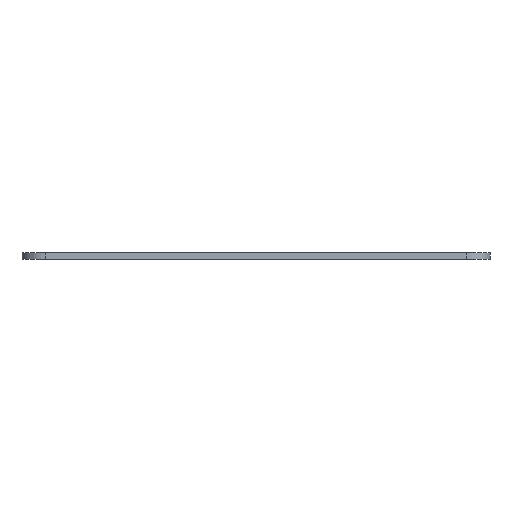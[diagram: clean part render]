
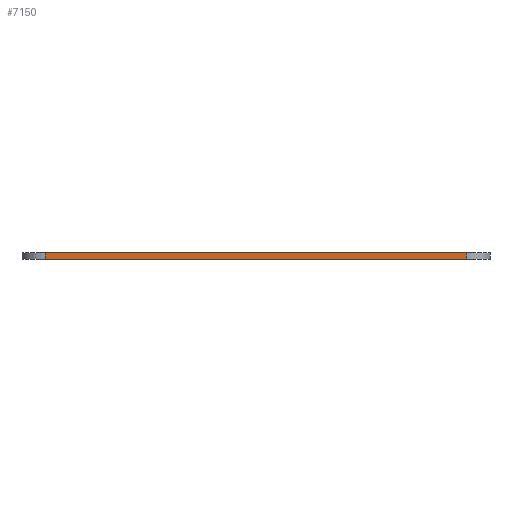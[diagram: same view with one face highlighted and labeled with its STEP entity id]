
A CAD part, front view. The second image highlights one B-rep face of the part: STEP entity #7150.
In plain terms, the highlighted planar face has unit normal (0, -1, 0).
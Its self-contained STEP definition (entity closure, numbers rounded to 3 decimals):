
#1027=FACE_OUTER_BOUND('',#1450,.T.);
#1450=EDGE_LOOP('',(#6471,#6472,#6473,#6474));
#2009=LINE('',#13735,#2646);
#2048=LINE('',#13833,#2685);
#2089=LINE('',#13925,#2726);
#2090=LINE('',#13927,#2727);
#2646=VECTOR('',#8157,10.);
#2685=VECTOR('',#8228,10.);
#2726=VECTOR('',#8287,10.);
#2727=VECTOR('',#8290,10.);
#3387=VERTEX_POINT('',#13732);
#3388=VERTEX_POINT('',#13734);
#3430=VERTEX_POINT('',#13830);
#3431=VERTEX_POINT('',#13832);
#4398=EDGE_CURVE('',#3387,#3388,#2009,.T.);
#4444=EDGE_CURVE('',#3431,#3430,#2048,.T.);
#4491=EDGE_CURVE('',#3431,#3387,#2089,.T.);
#4492=EDGE_CURVE('',#3388,#3430,#2090,.T.);
#6471=ORIENTED_EDGE('',*,*,#4491,.F.);
#6472=ORIENTED_EDGE('',*,*,#4444,.T.);
#6473=ORIENTED_EDGE('',*,*,#4492,.F.);
#6474=ORIENTED_EDGE('',*,*,#4398,.F.);
#6778=PLANE('',#7354);
#7150=ADVANCED_FACE('',(#1027),#6778,.T.);
#7354=AXIS2_PLACEMENT_3D('',#13926,#8288,#8289);
#8157=DIRECTION('',(1.,0.,0.));
#8228=DIRECTION('',(1.,0.,0.));
#8287=DIRECTION('',(0.,0.,1.));
#8288=DIRECTION('center_axis',(0.,-1.,0.));
#8289=DIRECTION('ref_axis',(1.,0.,0.));
#8290=DIRECTION('',(0.,0.,-1.));
#13732=CARTESIAN_POINT('',(5.,0.,1.5));
#13734=CARTESIAN_POINT('',(95.625,0.,1.5));
#13735=CARTESIAN_POINT('',(0.,0.,1.5));
#13830=CARTESIAN_POINT('',(95.625,0.,0.));
#13832=CARTESIAN_POINT('',(5.,0.,0.));
#13833=CARTESIAN_POINT('',(0.,0.,0.));
#13925=CARTESIAN_POINT('',(5.,0.,0.));
#13926=CARTESIAN_POINT('Origin',(0.,0.,0.));
#13927=CARTESIAN_POINT('',(95.625,0.,0.));
